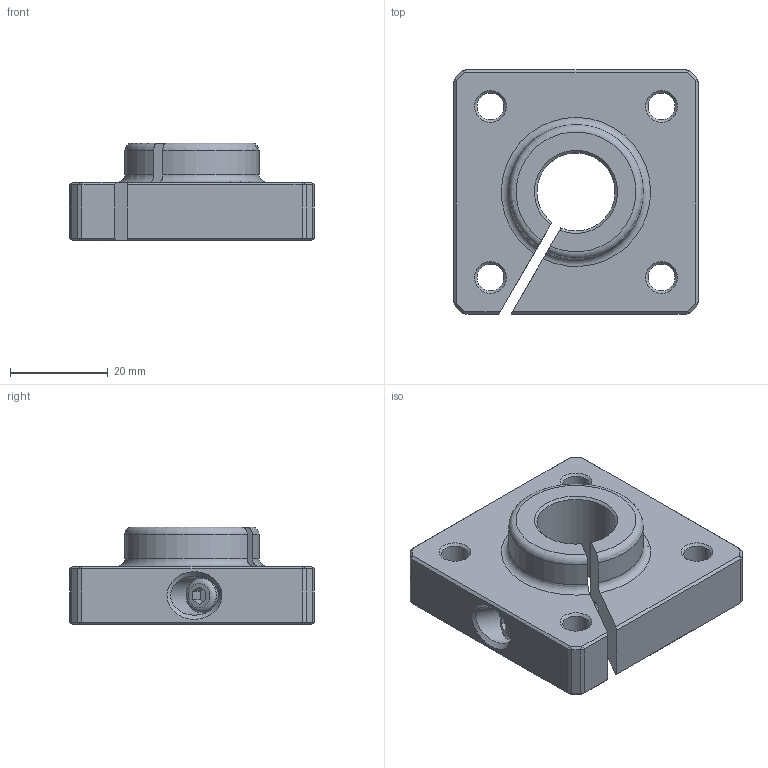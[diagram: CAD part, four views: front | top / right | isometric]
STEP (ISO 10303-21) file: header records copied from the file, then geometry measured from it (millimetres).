
FILE_DESCRIPTION(/* description */ ('Flanschwellenbock Gr. 16'),/* implementation_level */ '2;1');
FILE_NAME(/* name */ '190705-0.step',/* time_stamp */ '2021-08-19T08:47:41+02:00',/* author */ ('Praktikum'),/* organization */ (''),/* preprocessor_version */ 'ST-DEVELOPER v18.1',/* originating_system */ 'Autodesk Inventor 2021',/* authorisation */ '');
FILE_SCHEMA (('AUTOMOTIVE_DESIGN { 1 0 10303 214 3 1 1 }'));
Length unit declared in the file: millimetre
Products named in the file (1): leer
Bounding box: 50 x 50 x 20 mm (x, y, z)
Volume: 28305.3 mm3; surface area: 9893.1 mm2
Topology: 1 solids, 1 shells, 93 faces, 204 edges, 118 vertices
Faces by surface type: plane 67, cylinder 11, cone 11, torus 3, bspline 1
Full cylindrical faces by diameter (mm): 3.242 x2, 4 x1, 5.5 x4, 7 x1, 8 x1
Entity records: 2691 total; most frequent: CARTESIAN_POINT 684, ORIENTED_EDGE 406, DIRECTION 384, EDGE_CURVE 203, AXIS2_PLACEMENT_3D 132, LINE 120, VECTOR 120, VERTEX_POINT 118
